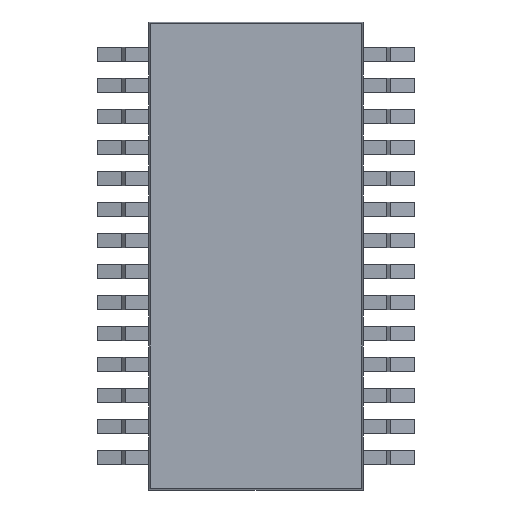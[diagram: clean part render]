
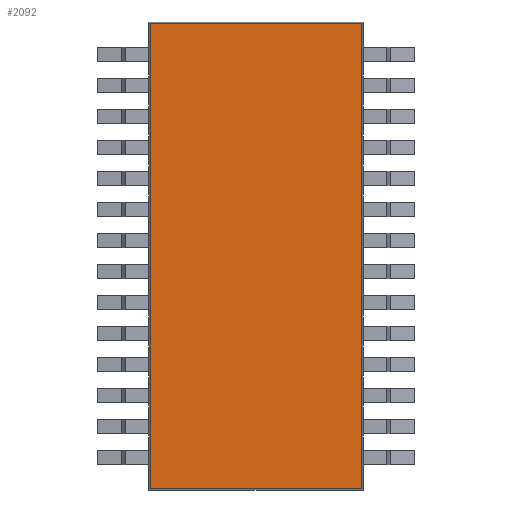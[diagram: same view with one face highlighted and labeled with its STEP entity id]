
A CAD part, top view. The second image highlights one B-rep face of the part: STEP entity #2092.
In plain terms, the highlighted planar face has unit normal (0, 0, 1).
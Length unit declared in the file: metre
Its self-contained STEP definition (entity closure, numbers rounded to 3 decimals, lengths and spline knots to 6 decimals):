
#1134 = EDGE_CURVE( '', #3301, #3302, #3303, .T. );
#1178 = EDGE_CURVE( '', #3381, #3382, #3383, .T. );
#1200 = EDGE_CURVE( '', #3302, #3381, #3418, .T. );
#2092 = ADVANCED_FACE( '', ( #4766 ), #4767, .F. );
#2902 = EDGE_CURVE( '', #3382, #3301, #5740, .T. );
#3301 = VERTEX_POINT( '', #6213 );
#3302 = VERTEX_POINT( '', #6214 );
#3303 = LINE( '', #6215, #6216 );
#3381 = VERTEX_POINT( '', #6323 );
#3382 = VERTEX_POINT( '', #6324 );
#3383 = LINE( '', #6325, #6326 );
#3418 = LINE( '', #6376, #6377 );
#4766 = FACE_OUTER_BOUND( '', #8363, .T. );
#4767 = PLANE( '', #8364 );
#5740 = LINE( '', #9920, #9921 );
#6213 = CARTESIAN_POINT( '', ( -0.002169, 0.00486, 0.001197 ) );
#6214 = CARTESIAN_POINT( '', ( -0.002169, -0.004861, 0.001197 ) );
#6215 = CARTESIAN_POINT( '', ( -0.002169, 0.004899, 0.001197 ) );
#6216 = VECTOR( '', #10533, 1. );
#6323 = CARTESIAN_POINT( '', ( 0.002252, -0.004861, 0.001197 ) );
#6324 = CARTESIAN_POINT( '', ( 0.002252, 0.00486, 0.001197 ) );
#6325 = CARTESIAN_POINT( '', ( 0.002252, -0.004901, 0.001197 ) );
#6326 = VECTOR( '', #10608, 1. );
#6376 = CARTESIAN_POINT( '', ( -0.002209, -0.004861, 0.001197 ) );
#6377 = VECTOR( '', #10644, 1. );
#8363 = EDGE_LOOP( '', ( #12077, #12078, #12079, #12080 ) );
#8364 = AXIS2_PLACEMENT_3D( '', #12081, #12082, #12083 );
#9920 = CARTESIAN_POINT( '', ( 0.002291, 0.00486, 0.001197 ) );
#9921 = VECTOR( '', #13443, 1. );
#10533 = DIRECTION( '', ( 0., -1., 0. ) );
#10608 = DIRECTION( '', ( 0., 1., 0. ) );
#10644 = DIRECTION( '', ( 1., 0., 0. ) );
#12077 = ORIENTED_EDGE( '', *, *, #1200, .T. );
#12078 = ORIENTED_EDGE( '', *, *, #1178, .T. );
#12079 = ORIENTED_EDGE( '', *, *, #2902, .T. );
#12080 = ORIENTED_EDGE( '', *, *, #1134, .T. );
#12081 = CARTESIAN_POINT( '', ( 0.000041, 0., 0.001197 ) );
#12082 = DIRECTION( '', ( 0., 0., -1. ) );
#12083 = DIRECTION( '', ( 0., -1., 0. ) );
#13443 = DIRECTION( '', ( -1., 0., 0. ) );
